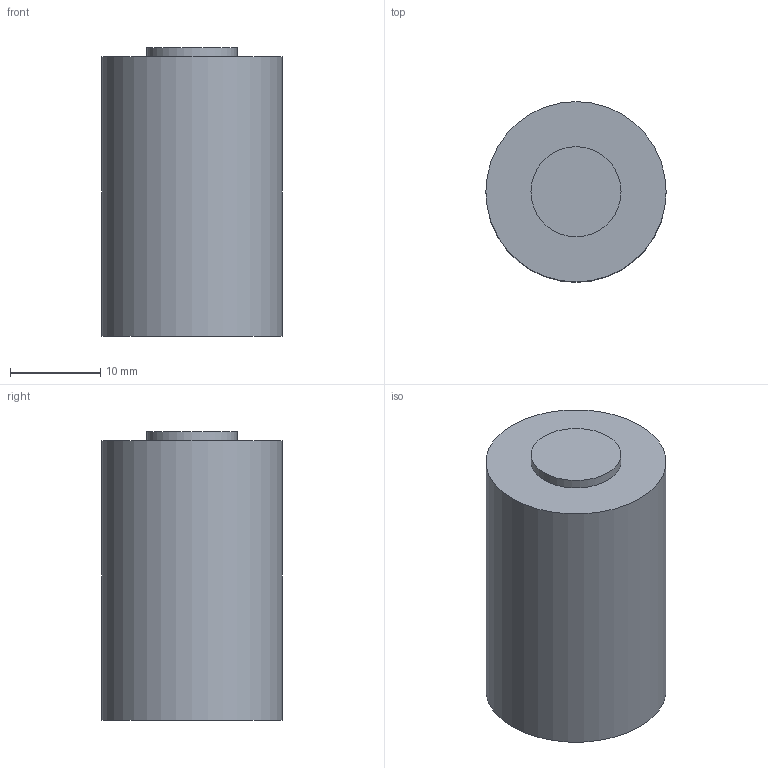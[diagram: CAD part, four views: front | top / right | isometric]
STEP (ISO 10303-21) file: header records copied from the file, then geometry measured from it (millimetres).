
FILE_DESCRIPTION(('HOOPS Exchange Step'),'2;1');
FILE_NAME('temp_export','2023-07-28T16:12:33+01:00',('igorn'),('Shapr3D Limited'),'HOOPS Exchange 2023.1','Shapr3D','Authorized');
FILE_SCHEMA( ('AUTOMOTIVE_DESIGN { 1 0 10303 214 1 1 1 1 }') );
Length unit declared in the file: millimetre
Products named in the file (1): root
Bounding box: 20 x 20 x 32 mm (x, y, z)
Volume: 8786.1 mm3; surface area: 7140.9 mm2
Topology: 7 solids, 8 shells, 30 faces, 52 edges, 38 vertices
Faces by surface type: plane 16, cylinder 8, cone 4, bspline 2
Full cylindrical faces by diameter (mm): 9.5 x2, 10 x5, 20 x1
Entity records: 3092 total; most frequent: CARTESIAN_POINT 2437, DIRECTION 146, ORIENTED_EDGE 104, AXIS2_PLACEMENT_3D 67, EDGE_CURVE 52, VERTEX_POINT 38, CIRCLE 38, EDGE_LOOP 34
